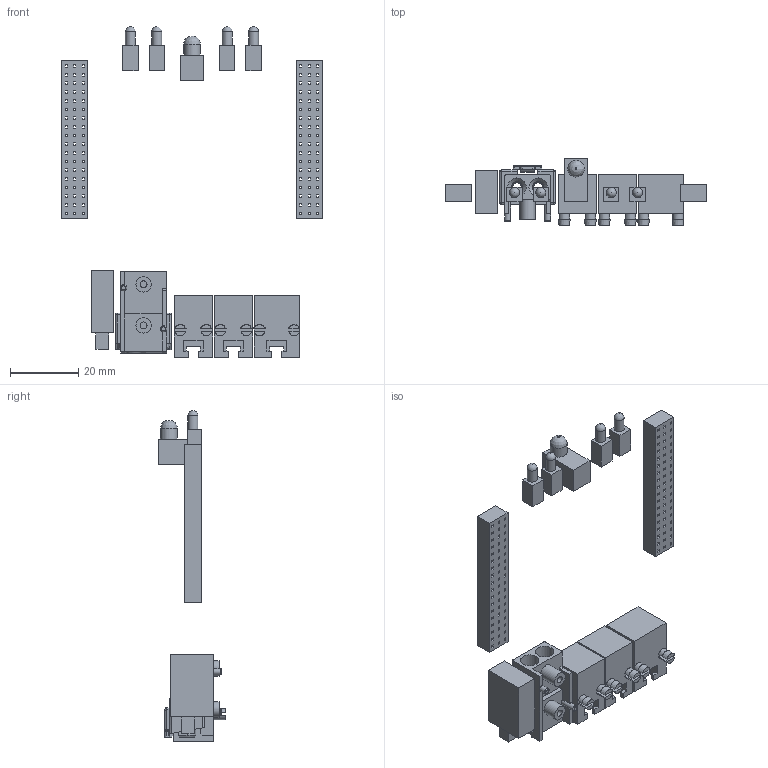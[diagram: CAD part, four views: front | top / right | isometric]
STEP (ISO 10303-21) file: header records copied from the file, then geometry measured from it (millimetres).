
FILE_DESCRIPTION(/* description */ (''),/* implementation_level */ '2;1');
FILE_NAME(/* name */ 'PCB.iam.step',/* time_stamp */ '2020-04-16T23:35:07-04:00',/* author */ ('Jordan'),/* organization */ (''),/* preprocessor_version */ 'ST-DEVELOPER v17',/* originating_system */ 'Autodesk Inventor 2019',/* authorisation */ '');
FILE_SCHEMA (('AUTOMOTIVE_DESIGN { 1 0 10303 214 3 1 1 }'));
Length unit declared in the file: inch
Products named in the file (6): PCB; Pin 6; Base; Power; Pin 4; Switch
Assembly tree (6 placements, depth 2):
  PCB
    Pin 4  x2
    Pin 6
    Base
    Power
    Switch
Bounding box: 76.21 x 19.6 x 96.62 mm (x, y, z)
Volume: 13742.9 mm3; surface area: 14056.6 mm2
Topology: 12 solids, 12 shells, 779 faces, 2199 edges, 1454 vertices
Faces by surface type: plane 678, cylinder 63, cone 17, sphere 12, torus 6, bspline 3
Full cylindrical faces by diameter (mm): 1.8 x2, 2 x2, 2.63 x2, 2.92 x4, 3.3 x2, 4 x2, 4.5 x2, 4.953 x1, 5.4 x2
Entity records: 25013 total; most frequent: CARTESIAN_POINT 4787, ORIENTED_EDGE 4158, DIRECTION 3753, EDGE_CURVE 2079, LINE 1857, VECTOR 1857, VERTEX_POINT 1382, EDGE_LOOP 977
